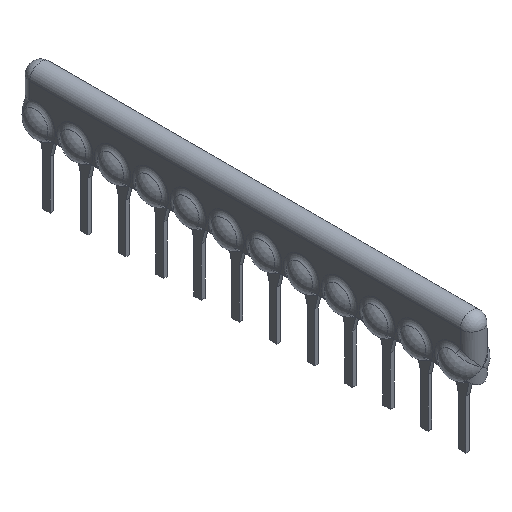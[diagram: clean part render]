
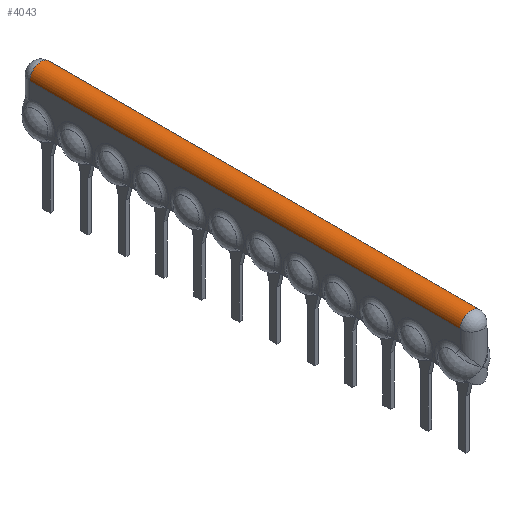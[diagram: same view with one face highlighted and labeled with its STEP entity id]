
A CAD part, isometric view. The second image highlights one B-rep face of the part: STEP entity #4043.
In plain terms, the highlighted cylindrical face has radius 0.75 mm (diameter 1.5 mm), a partial arc.
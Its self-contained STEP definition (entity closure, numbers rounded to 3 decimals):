
#282=DIRECTION('',(0.,1.,0.));
#283=VECTOR('',#282,28.93);
#284=CARTESIAN_POINT('',(0.75,0.75,2.195));
#285=LINE('',#284,#283);
#753=CARTESIAN_POINT('',(0.,29.68,2.195));
#754=DIRECTION('',(0.,-1.,0.));
#755=DIRECTION('',(1.,0.,0.));
#756=AXIS2_PLACEMENT_3D('',#753,#754,#755);
#758=CARTESIAN_POINT('',(0.,0.75,2.195));
#759=DIRECTION('',(0.,-1.,0.));
#760=DIRECTION('',(1.,0.,0.));
#761=AXIS2_PLACEMENT_3D('',#758,#759,#760);
#763=DIRECTION('',(0.,1.,0.));
#764=VECTOR('',#763,28.93);
#765=CARTESIAN_POINT('',(-0.75,0.75,2.195));
#766=LINE('',#765,#764);
#2511=CARTESIAN_POINT('',(0.75,0.75,2.195));
#2512=CARTESIAN_POINT('',(-0.75,0.75,2.195));
#2513=VERTEX_POINT('',#2511);
#2514=VERTEX_POINT('',#2512);
#2999=CARTESIAN_POINT('',(-0.75,29.68,2.195));
#3001=VERTEX_POINT('',#2999);
#3003=CARTESIAN_POINT('',(0.75,29.68,2.195));
#3004=VERTEX_POINT('',#3003);
#4030=CARTESIAN_POINT('',(0.,0.,2.195));
#4031=DIRECTION('',(0.,1.,0.));
#4032=DIRECTION('',(-1.,0.,0.));
#4033=AXIS2_PLACEMENT_3D('',#4030,#4031,#4032);
#4034=CYLINDRICAL_SURFACE('',#4033,0.75);
#4036=ORIENTED_EDGE('',*,*,#4035,.F.);
#4037=ORIENTED_EDGE('',*,*,#3476,.F.);
#4039=ORIENTED_EDGE('',*,*,#4038,.T.);
#4040=ORIENTED_EDGE('',*,*,#3991,.T.);
#4041=EDGE_LOOP('',(#4036,#4037,#4039,#4040));
#4042=FACE_OUTER_BOUND('',#4041,.F.);
#757=CIRCLE('',#756,0.75);
#762=CIRCLE('',#761,0.75);
#3476=EDGE_CURVE('',#2513,#3004,#285,.T.);
#3991=EDGE_CURVE('',#2514,#3001,#766,.T.);
#4035=EDGE_CURVE('',#3004,#3001,#757,.T.);
#4038=EDGE_CURVE('',#2513,#2514,#762,.T.);
#4043=ADVANCED_FACE('',(#4042),#4034,.T.);
